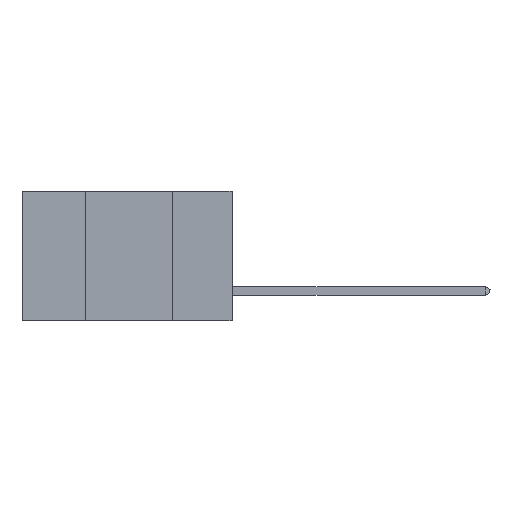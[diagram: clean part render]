
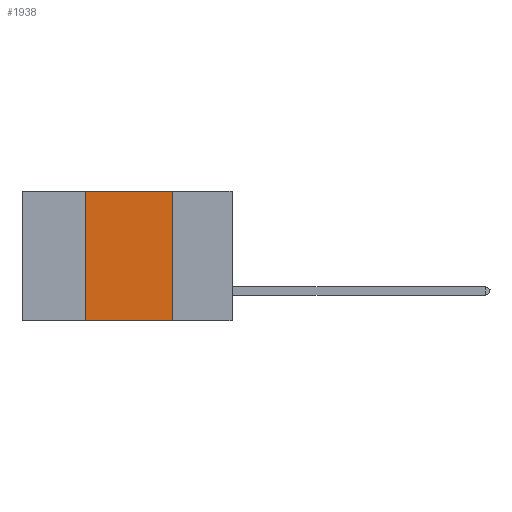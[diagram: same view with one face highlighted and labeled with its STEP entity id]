
A CAD part, left-side view. The second image highlights one B-rep face of the part: STEP entity #1938.
In plain terms, the highlighted planar face has unit normal (-1, 0, 0).
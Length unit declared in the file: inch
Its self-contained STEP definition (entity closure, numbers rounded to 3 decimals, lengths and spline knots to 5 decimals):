
#194 = DIRECTION ( 'NONE',  ( 0., -1., 0. ) ) ;
#925 = LINE ( 'NONE', #1770, #12086 ) ;
#1362 = CARTESIAN_POINT ( 'NONE',  ( 0., 0.17, 0. ) ) ;
#1770 = CARTESIAN_POINT ( 'NONE',  ( 0., 0.17, 0. ) ) ;
#1780 = LINE ( 'NONE', #9215, #14355 ) ;
#1938 = ADVANCED_FACE ( 'NONE', ( #10409 ), #9442, .F. ) ;
#2337 = AXIS2_PLACEMENT_3D ( 'NONE', #8259, #2860, #10625 ) ;
#2860 = DIRECTION ( 'NONE',  ( 1., 0., 0. ) ) ;
#3475 = EDGE_CURVE ( 'NONE', #4672, #11478, #925, .T. ) ;
#3481 = CARTESIAN_POINT ( 'NONE',  ( 0., 0.6, -0.37 ) ) ;
#3700 = VERTEX_POINT ( 'NONE', #13835 ) ;
#4530 = VECTOR ( 'NONE', #194, 39.37008 ) ;
#4672 = VERTEX_POINT ( 'NONE', #1362 ) ;
#4936 = ORIENTED_EDGE ( 'NONE', *, *, #3475, .F. ) ;
#5009 = LINE ( 'NONE', #13571, #4530 ) ;
#6659 = EDGE_CURVE ( 'NONE', #14317, #4672, #5009, .T. ) ;
#8250 = CARTESIAN_POINT ( 'NONE',  ( 0., 0.17, -0.37 ) ) ;
#8259 = CARTESIAN_POINT ( 'NONE',  ( 0., 0.6, 0. ) ) ;
#8472 = EDGE_CURVE ( 'NONE', #3700, #11478, #12669, .T. ) ;
#8627 = VECTOR ( 'NONE', #12355, 39.37008 ) ;
#8662 = CARTESIAN_POINT ( 'NONE',  ( 0., 0.42, 0. ) ) ;
#9126 = ORIENTED_EDGE ( 'NONE', *, *, #8472, .T. ) ;
#9215 = CARTESIAN_POINT ( 'NONE',  ( 0., 0.42, 0. ) ) ;
#9297 = EDGE_LOOP ( 'NONE', ( #4936, #14168, #12410, #9126 ) ) ;
#9442 = PLANE ( 'NONE',  #2337 ) ;
#10409 = FACE_OUTER_BOUND ( 'NONE', #9297, .T. ) ;
#10625 = DIRECTION ( 'NONE',  ( 0., 0., -1. ) ) ;
#11478 = VERTEX_POINT ( 'NONE', #8250 ) ;
#12086 = VECTOR ( 'NONE', #14222, 39.37008 ) ;
#12139 = EDGE_CURVE ( 'NONE', #3700, #14317, #1780, .T. ) ;
#12355 = DIRECTION ( 'NONE',  ( 0., -1., 0. ) ) ;
#12410 = ORIENTED_EDGE ( 'NONE', *, *, #12139, .F. ) ;
#12461 = DIRECTION ( 'NONE',  ( 0., 0., 1. ) ) ;
#12669 = LINE ( 'NONE', #3481, #8627 ) ;
#13571 = CARTESIAN_POINT ( 'NONE',  ( 0., 0.6, 0. ) ) ;
#13835 = CARTESIAN_POINT ( 'NONE',  ( 0., 0.42, -0.37 ) ) ;
#14168 = ORIENTED_EDGE ( 'NONE', *, *, #6659, .F. ) ;
#14222 = DIRECTION ( 'NONE',  ( 0., 0., -1. ) ) ;
#14317 = VERTEX_POINT ( 'NONE', #8662 ) ;
#14355 = VECTOR ( 'NONE', #12461, 39.37008 ) ;
